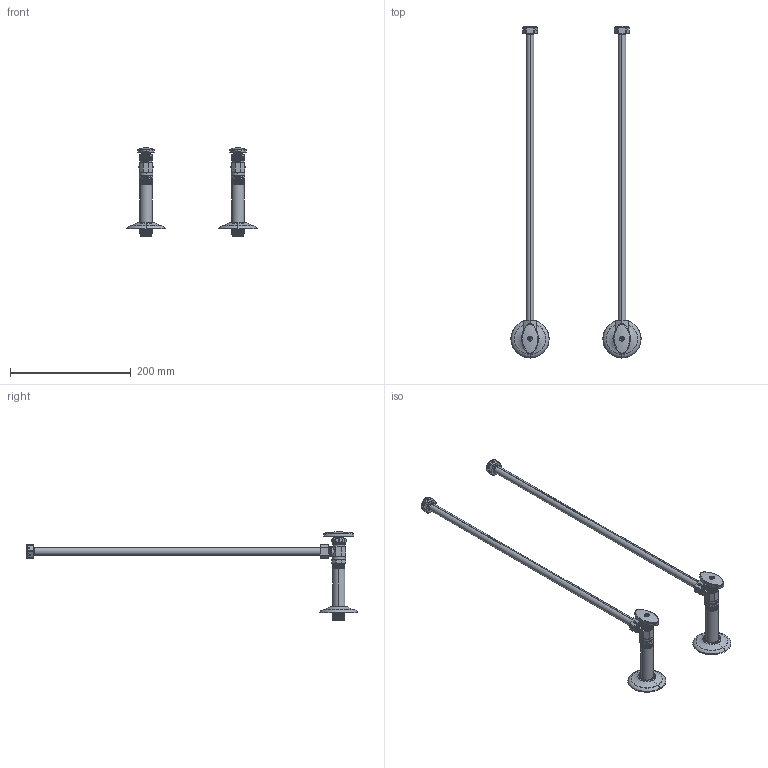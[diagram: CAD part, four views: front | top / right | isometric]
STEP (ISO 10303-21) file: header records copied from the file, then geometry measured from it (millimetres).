
FILE_DESCRIPTION((''),'2;1');
FILE_NAME('492','2021-06-17T22:12:56',('NSantos'),(''),'CREO PARAMETRIC BY PTC INC, 2018500','CREO PARAMETRIC BY PTC INC, 2018500','');
FILE_SCHEMA(('CONFIG_CONTROL_DESIGN'));
Length unit declared in the file: inch
Products named in the file (1): 492
Bounding box: 215.9 x 549.91 x 148.45 mm (x, y, z)
Volume: 90027.8 mm3; surface area: 217131.9 mm2
Topology: 8 solids, 29 shells, 1537 faces, 4150 edges, 2674 vertices
Faces by surface type: plane 513, cylinder 498, bspline 256, cone 198, torus 66, sphere 6
Entity records: 115092 total; most frequent: CARTESIAN_POINT 80004, ORIENTED_EDGE 7892, DIRECTION 6104, EDGE_CURVE 4134, VERTEX_POINT 2674, AXIS2_PLACEMENT_3D 2356, B_SPLINE_CURVE_WITH_KNOTS 1668, EDGE_LOOP 1642
